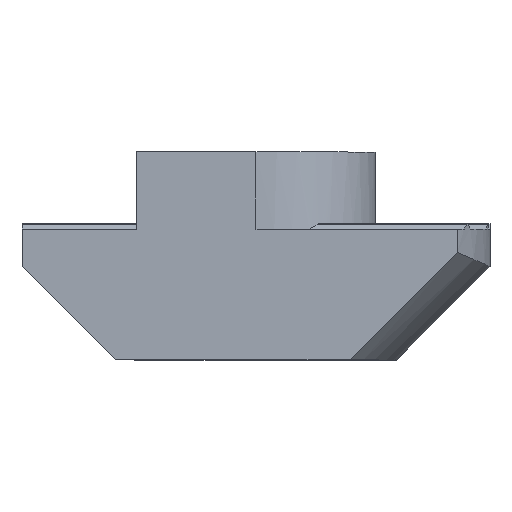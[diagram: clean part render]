
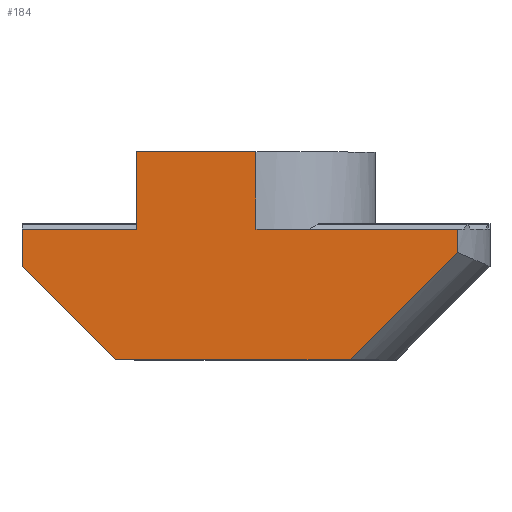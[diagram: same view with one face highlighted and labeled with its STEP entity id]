
A CAD part, top view. The second image highlights one B-rep face of the part: STEP entity #184.
In plain terms, the highlighted planar face has unit normal (0, 0, 1).
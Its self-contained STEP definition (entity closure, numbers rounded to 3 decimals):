
#184=ADVANCED_FACE('',(#367),#368,.F.);
#367=FACE_OUTER_BOUND('',#543,.T.);
#368=PLANE('',#544);
#543=EDGE_LOOP('',(#1036,#1037,#1038,#1039,#1040,#1041,#1042,#1043,#1044,#1045));
#544=AXIS2_PLACEMENT_3D('',#1046,#1047,#1048);
#1036=ORIENTED_EDGE('',*,*,#1265,.T.);
#1037=ORIENTED_EDGE('',*,*,#1287,.T.);
#1038=ORIENTED_EDGE('',*,*,#1153,.F.);
#1039=ORIENTED_EDGE('',*,*,#1110,.F.);
#1040=ORIENTED_EDGE('',*,*,#1151,.T.);
#1041=ORIENTED_EDGE('',*,*,#1140,.T.);
#1042=ORIENTED_EDGE('',*,*,#1159,.F.);
#1043=ORIENTED_EDGE('',*,*,#1285,.T.);
#1044=ORIENTED_EDGE('',*,*,#1277,.T.);
#1045=ORIENTED_EDGE('',*,*,#1273,.F.);
#1046=CARTESIAN_POINT('',(0.0,-2.965,5.0));
#1047=DIRECTION('',(0.0,0.0,-1.0));
#1048=DIRECTION('',(0.0,1.0,0.0));
#1110=EDGE_CURVE('',#1337,#1339,#1340,.T.);
#1140=EDGE_CURVE('',#1395,#1393,#1396,.T.);
#1151=EDGE_CURVE('',#1337,#1395,#1413,.T.);
#1153=EDGE_CURVE('',#1339,#1415,#1416,.T.);
#1159=EDGE_CURVE('',#1423,#1393,#1425,.T.);
#1265=EDGE_CURVE('',#1570,#1568,#1571,.T.);
#1273=EDGE_CURVE('',#1570,#1581,#1582,.T.);
#1277=EDGE_CURVE('',#1587,#1581,#1588,.T.);
#1285=EDGE_CURVE('',#1423,#1587,#1597,.T.);
#1287=EDGE_CURVE('',#1568,#1415,#1599,.T.);
#1337=VERTEX_POINT('',#1672);
#1339=VERTEX_POINT('',#1674);
#1340=LINE('',#1675,#1676);
#1393=VERTEX_POINT('',#1759);
#1395=VERTEX_POINT('',#1762);
#1396=LINE('',#1763,#1764);
#1413=LINE('',#1788,#1789);
#1415=VERTEX_POINT('',#1791);
#1416=LINE('',#1792,#1793);
#1423=VERTEX_POINT('',#1802);
#1425=LINE('',#1805,#1806);
#1568=VERTEX_POINT('',#2034);
#1570=VERTEX_POINT('',#2036);
#1571=LINE('',#2037,#2038);
#1581=VERTEX_POINT('',#2052);
#1582=LINE('',#2053,#2054);
#1587=VERTEX_POINT('',#2060);
#1588=LINE('',#2061,#2062);
#1597=LINE('',#2074,#2075);
#1599=LINE('',#2077,#2078);
#1672=CARTESIAN_POINT('',(0.,3.0,5.0));
#1674=CARTESIAN_POINT('',(0.,-0.23,5.0));
#1675=CARTESIAN_POINT('',(0.,3.0,5.0));
#1676=VECTOR('',#2134,1.0);
#1759=CARTESIAN_POINT('',(-5.0,-0.23,5.0));
#1762=CARTESIAN_POINT('',(-5.0,3.0,5.0));
#1763=CARTESIAN_POINT('',(-5.0,3.0,5.0));
#1764=VECTOR('',#2181,1.0);
#1788=CARTESIAN_POINT('',(0.0,3.0,5.0));
#1789=VECTOR('',#2195,1.0);
#1791=CARTESIAN_POINT('',(8.429,-0.23,5.0));
#1792=CARTESIAN_POINT('',(0.0,-0.23,5.0));
#1793=VECTOR('',#2196,1.0);
#1802=CARTESIAN_POINT('',(-9.8,-0.23,5.0));
#1805=CARTESIAN_POINT('',(0.0,-0.23,5.0));
#1806=VECTOR('',#2203,1.0);
#2034=CARTESIAN_POINT('',(8.429,-1.212,5.0));
#2036=CARTESIAN_POINT('',(3.94,-5.7,5.0));
#2037=CARTESIAN_POINT('',(4.571,-5.069,5.0));
#2038=VECTOR('',#2307,1.0);
#2052=CARTESIAN_POINT('',(-5.88,-5.7,5.0));
#2053=CARTESIAN_POINT('',(0.0,-5.7,5.0));
#2054=VECTOR('',#2315,1.0);
#2060=CARTESIAN_POINT('',(-9.8,-1.78,5.0));
#2061=CARTESIAN_POINT('',(-7.054,-4.526,5.0));
#2062=VECTOR('',#2320,1.0);
#2074=CARTESIAN_POINT('',(-9.8,-2.965,5.0));
#2075=VECTOR('',#2327,1.0);
#2077=CARTESIAN_POINT('',(8.429,-1.35,5.0));
#2078=VECTOR('',#2328,1.0);
#2134=DIRECTION('',(0.0,-1.0,0.0));
#2181=DIRECTION('',(0.0,-1.0,0.0));
#2195=DIRECTION('',(-1.0,0.0,0.0));
#2196=DIRECTION('',(1.0,0.0,0.0));
#2203=DIRECTION('',(1.0,0.0,0.0));
#2307=DIRECTION('',(0.707,0.707,0.0));
#2315=DIRECTION('',(-1.0,0.0,0.0));
#2320=DIRECTION('',(0.707,-0.707,0.0));
#2327=DIRECTION('',(0.0,-1.0,0.0));
#2328=DIRECTION('',(0.0,1.0,0.0));
